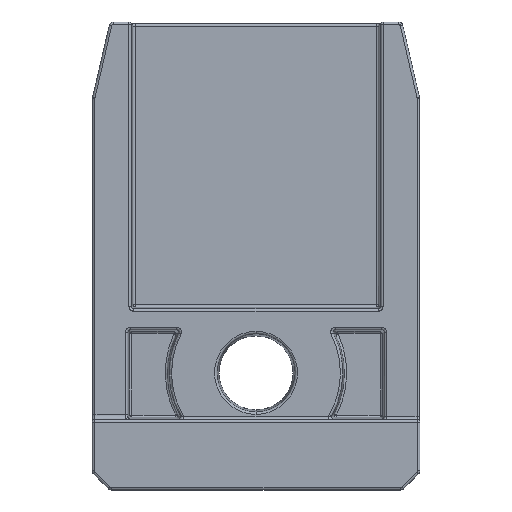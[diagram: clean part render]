
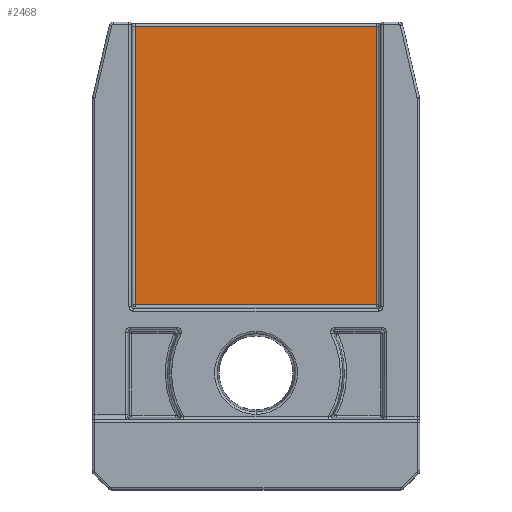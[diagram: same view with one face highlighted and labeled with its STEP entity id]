
A CAD part, front view. The second image highlights one B-rep face of the part: STEP entity #2468.
In plain terms, the highlighted planar face has unit normal (0, -1, 0).
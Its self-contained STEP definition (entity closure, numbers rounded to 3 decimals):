
#188=CARTESIAN_POINT('',(5.15,2.,9.79));
#189=VERTEX_POINT('',#188);
#207=CARTESIAN_POINT('',(-5.15,2.,9.79));
#208=VERTEX_POINT('',#207);
#216=CARTESIAN_POINT('',(5.15,2.,9.79));
#217=DIRECTION('',(-1.,0.,0.));
#218=VECTOR('',#217,10.301);
#219=LINE('',#216,#218);
#220=EDGE_CURVE('',#189,#208,#219,.T.);
#2438=CARTESIAN_POINT('',(0.,2.,0.));
#2439=DIRECTION('',(0.,1.,0.));
#2440=DIRECTION('',(0.,0.,1.));
#2441=AXIS2_PLACEMENT_3D('',#2438,#2439,#2440);
#2442=PLANE('',#2441);
#2443=ORIENTED_EDGE('',*,*,#220,.T.);
#2444=CARTESIAN_POINT('',(-5.15,2.,-2.1));
#2445=VERTEX_POINT('',#2444);
#2446=CARTESIAN_POINT('',(-5.15,2.,9.79));
#2447=DIRECTION('',(0.,0.,-1.));
#2448=VECTOR('',#2447,11.89);
#2449=LINE('',#2446,#2448);
#2450=EDGE_CURVE('',#208,#2445,#2449,.T.);
#2451=ORIENTED_EDGE('',*,*,#2450,.T.);
#2452=CARTESIAN_POINT('',(5.15,2.,-2.1));
#2453=VERTEX_POINT('',#2452);
#2454=CARTESIAN_POINT('',(-5.15,2.,-2.1));
#2455=DIRECTION('',(1.,0.,-0.));
#2456=VECTOR('',#2455,10.301);
#2457=LINE('',#2454,#2456);
#2458=EDGE_CURVE('',#2445,#2453,#2457,.T.);
#2459=ORIENTED_EDGE('',*,*,#2458,.T.);
#2460=CARTESIAN_POINT('',(5.15,2.,-2.1));
#2461=DIRECTION('',(0.,0.,1.));
#2462=VECTOR('',#2461,11.89);
#2463=LINE('',#2460,#2462);
#2464=EDGE_CURVE('',#2453,#189,#2463,.T.);
#2465=ORIENTED_EDGE('',*,*,#2464,.T.);
#2466=EDGE_LOOP('',(#2443,#2451,#2459,#2465));
#2467=FACE_BOUND('',#2466,.T.);
#2468=ADVANCED_FACE('NONE',(#2467),#2442,.F.);
